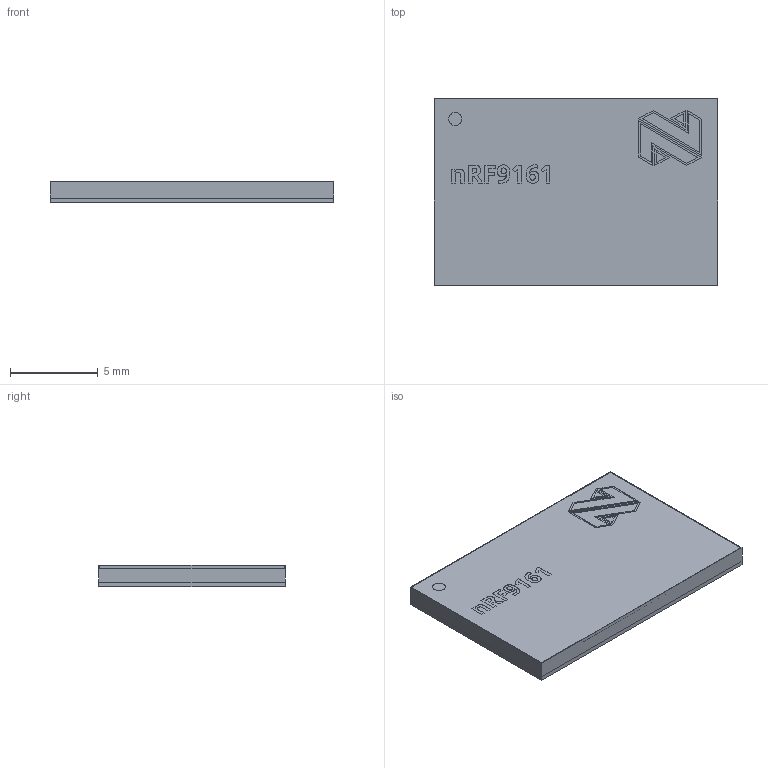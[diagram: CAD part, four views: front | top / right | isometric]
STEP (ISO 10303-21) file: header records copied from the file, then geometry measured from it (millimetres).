
FILE_DESCRIPTION (( 'STEP AP214' ), '1' );
FILE_NAME ('nrf9161_SiP_Only.STEP', '2024-02-27T19:43:20', ( '' ), ( '' ), 'SwSTEP 2.0', 'SolidWorks 2023', '' );
FILE_SCHEMA (( 'AUTOMOTIVE_DESIGN' ));
Length unit declared in the file: millimetre
Products named in the file (6): nRF9161.step; nRF9161-45.step; 400688_SWPCB.step; nRF9161-44.step; nrf9161_SiP_Only; M1.step
Assembly tree (5 placements, depth 4):
  nrf9161_SiP_Only
    400688_SWPCB.step
      M1.step
        nRF9161.step
        nRF9161-44.step
        nRF9161-45.step
Bounding box: 16.1 x 10.6 x 1.2 mm (x, y, z)
Surface area: 1097 mm2
Topology: 3 solids, 3 shells, 192 faces, 501 edges, 334 vertices
Faces by surface type: plane 124, bspline 66, cylinder 2
Entity records: 6206 total; most frequent: CARTESIAN_POINT 1763, ORIENTED_EDGE 1002, DIRECTION 645, EDGE_CURVE 501, LINE 365, VECTOR 365, VERTEX_POINT 334, EDGE_LOOP 211
